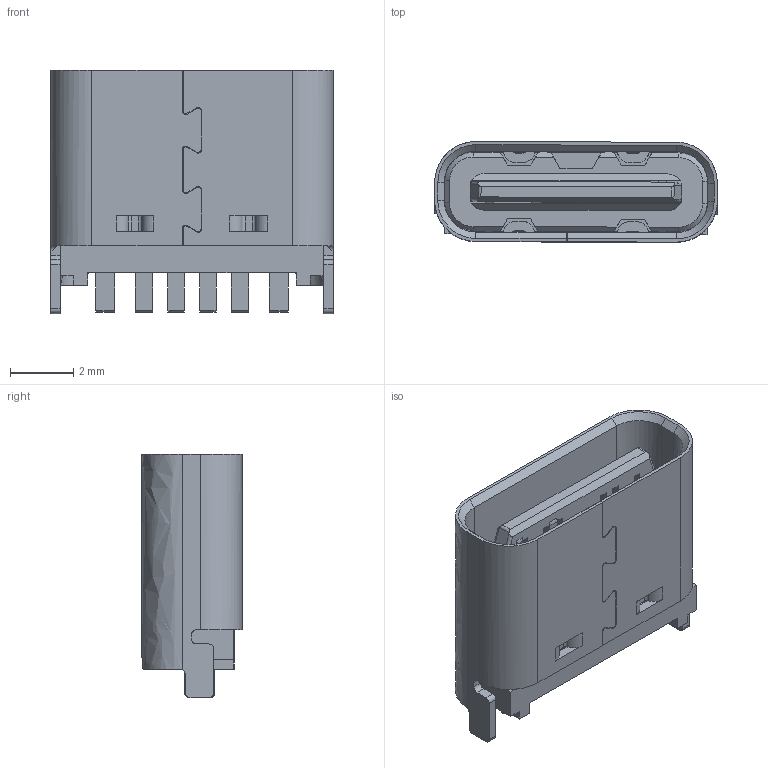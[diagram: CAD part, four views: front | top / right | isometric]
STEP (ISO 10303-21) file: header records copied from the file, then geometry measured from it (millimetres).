
FILE_DESCRIPTION (( 'STEP AP203' ), '1' );
FILE_NAME ('LCK-TFC301-LXXWL-G1.STEP', '2024-11-19T04:07:06', ( 'admin' ), ( '' ), 'SwSTEP 2.0', 'SolidWorks 2022', '' );
FILE_SCHEMA (( 'CONFIG_CONTROL_DESIGN' ));
Length unit declared in the file: millimetre
Products named in the file (3): LCK-TFC301-LXXWL-G1.IGS; LCK-TFC301-LXXWL-G1; 6pin立插--6.8_1.IGS
Assembly tree (2 placements, depth 3):
  LCK-TFC301-LXXWL-G1
    LCK-TFC301-LXXWL-G1.IGS
      6pin立插--6.8_1.IGS
Bounding box: 8.94 x 3.18 x 7.7 mm (x, y, z)
Volume: 91.6 mm3; surface area: 442 mm2
Topology: 1 solids, 1 shells, 589 faces, 1691 edges, 1105 vertices
Faces by surface type: bspline 589
Entity records: 19554 total; most frequent: CARTESIAN_POINT 9248, ORIENTED_EDGE 3382, EDGE_CURVE 1691, B_SPLINE_CURVE_WITH_KNOTS 1521, VERTEX_POINT 1105, EDGE_LOOP 632, FACE_OUTER_BOUND 589, ADVANCED_FACE 589
